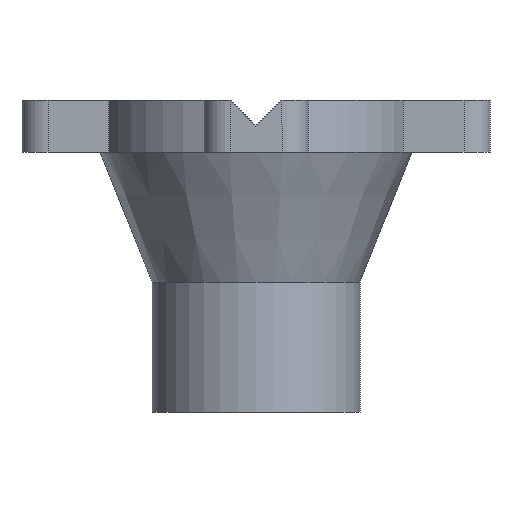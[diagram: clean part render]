
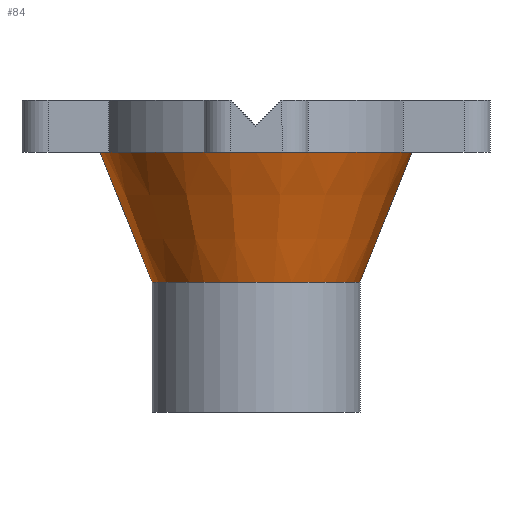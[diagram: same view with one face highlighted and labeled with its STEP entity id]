
A CAD part, front view. The second image highlights one B-rep face of the part: STEP entity #84.
In plain terms, the highlighted conical face has half-angle 21.801 degrees and reference radius 5 mm.
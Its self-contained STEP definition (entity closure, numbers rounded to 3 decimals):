
#84=ADVANCED_FACE('',(#354,#356),#358,.T.);
#354=FACE_BOUND('',#355,.T.);
#355=EDGE_LOOP('',(#608,#609,#610,#611,#612,#613,#614,#615,#616));
#356=FACE_OUTER_BOUND('',#357,.T.);
#357=EDGE_LOOP('',(#617));
#358=CONICAL_SURFACE('',#359,5.,0.381);
#359=AXIS2_PLACEMENT_3D('',#360,#361,#362);
#360=CARTESIAN_POINT('',(0.,0.,7.5));
#361=DIRECTION('',(0.,0.,1.));
#362=DIRECTION('',(1.,0.,0.));
#608=ORIENTED_EDGE('',*,*,#752,.F.);
#609=ORIENTED_EDGE('',*,*,#732,.F.);
#610=ORIENTED_EDGE('',*,*,#755,.F.);
#611=ORIENTED_EDGE('',*,*,#725,.F.);
#612=ORIENTED_EDGE('',*,*,#759,.F.);
#613=ORIENTED_EDGE('',*,*,#758,.F.);
#614=ORIENTED_EDGE('',*,*,#746,.F.);
#615=ORIENTED_EDGE('',*,*,#762,.F.);
#616=ORIENTED_EDGE('',*,*,#738,.F.);
#617=ORIENTED_EDGE('',*,*,#763,.T.);
#725=EDGE_CURVE('',#888,#891,#893,.F.);
#732=EDGE_CURVE('',#899,#902,#904,.F.);
#738=EDGE_CURVE('',#910,#913,#914,.F.);
#746=EDGE_CURVE('',#921,#924,#926,.F.);
#752=EDGE_CURVE('',#902,#910,#934,.F.);
#755=EDGE_CURVE('',#891,#899,#937,.F.);
#758=EDGE_CURVE('',#924,#940,#941,.F.);
#759=EDGE_CURVE('',#940,#888,#942,.F.);
#762=EDGE_CURVE('',#913,#921,#945,.F.);
#763=EDGE_CURVE('',#946,#946,#947,.T.);
#888=VERTEX_POINT('',#1241);
#891=VERTEX_POINT('',#1248);
#893=CIRCLE('',#1252,6.);
#899=VERTEX_POINT('',#1267);
#902=VERTEX_POINT('',#1274);
#904=CIRCLE('',#1278,6.);
#910=VERTEX_POINT('',#1293);
#913=VERTEX_POINT('',#1300);
#914=CIRCLE('',#1301,6.);
#921=VERTEX_POINT('',#1319);
#924=VERTEX_POINT('',#1326);
#926=CIRCLE('',#1330,6.);
#934=CIRCLE('',#1354,6.);
#937=CIRCLE('',#1366,6.);
#940=VERTEX_POINT('',#1378);
#941=CIRCLE('',#1379,6.);
#942=CIRCLE('',#1383,6.);
#945=CIRCLE('',#1395,6.);
#946=VERTEX_POINT('',#1399);
#947=CIRCLE('',#1400,4.);
#1241=CARTESIAN_POINT('',(-5.657,-2.,10.));
#1248=CARTESIAN_POINT('',(-2.,-5.657,10.));
#1252=AXIS2_PLACEMENT_3D('',#1253,#1254,#1255);
#1253=CARTESIAN_POINT('',(0.,0.,10.));
#1254=DIRECTION('',(0.,0.,-1.));
#1255=DIRECTION('',(-0.333,-0.943,0.));
#1267=CARTESIAN_POINT('',(2.,-5.657,10.));
#1274=CARTESIAN_POINT('',(5.657,-2.,10.));
#1278=AXIS2_PLACEMENT_3D('',#1279,#1280,#1281);
#1279=CARTESIAN_POINT('',(0.,0.,10.));
#1280=DIRECTION('',(0.,0.,-1.));
#1281=DIRECTION('',(0.943,-0.333,0.));
#1293=CARTESIAN_POINT('',(5.657,2.,10.));
#1300=CARTESIAN_POINT('',(2.,5.657,10.));
#1301=AXIS2_PLACEMENT_3D('',#1302,#1303,#1304);
#1302=CARTESIAN_POINT('',(0.,0.,10.));
#1303=DIRECTION('',(0.,0.,-1.));
#1304=DIRECTION('',(0.333,0.943,0.));
#1319=CARTESIAN_POINT('',(-2.,5.657,10.));
#1326=CARTESIAN_POINT('',(-5.657,2.,10.));
#1330=AXIS2_PLACEMENT_3D('',#1331,#1332,#1333);
#1331=CARTESIAN_POINT('',(0.,0.,10.));
#1332=DIRECTION('',(0.,0.,-1.));
#1333=DIRECTION('',(-0.943,0.333,0.));
#1354=AXIS2_PLACEMENT_3D('',#1355,#1356,#1357);
#1355=CARTESIAN_POINT('',(0.,0.,10.));
#1356=DIRECTION('',(0.,0.,-1.));
#1357=DIRECTION('',(0.943,0.333,0.));
#1366=AXIS2_PLACEMENT_3D('',#1367,#1368,#1369);
#1367=CARTESIAN_POINT('',(0.,0.,10.));
#1368=DIRECTION('',(0.,0.,-1.));
#1369=DIRECTION('',(0.333,-0.943,0.));
#1378=CARTESIAN_POINT('',(-6.,0.,10.));
#1379=AXIS2_PLACEMENT_3D('',#1380,#1381,#1382);
#1380=CARTESIAN_POINT('',(0.,0.,10.));
#1381=DIRECTION('',(0.,0.,-1.));
#1382=DIRECTION('',(-1.,0.,0.));
#1383=AXIS2_PLACEMENT_3D('',#1384,#1385,#1386);
#1384=CARTESIAN_POINT('',(0.,0.,10.));
#1385=DIRECTION('',(0.,0.,-1.));
#1386=DIRECTION('',(-0.943,-0.333,0.));
#1395=AXIS2_PLACEMENT_3D('',#1396,#1397,#1398);
#1396=CARTESIAN_POINT('',(0.,0.,10.));
#1397=DIRECTION('',(0.,0.,-1.));
#1398=DIRECTION('',(-0.333,0.943,0.));
#1399=CARTESIAN_POINT('',(-4.,0.,5.));
#1400=AXIS2_PLACEMENT_3D('',#1401,#1402,#1403);
#1401=CARTESIAN_POINT('',(0.,0.,5.));
#1402=DIRECTION('',(0.,0.,1.));
#1403=DIRECTION('',(-1.,0.,0.));
